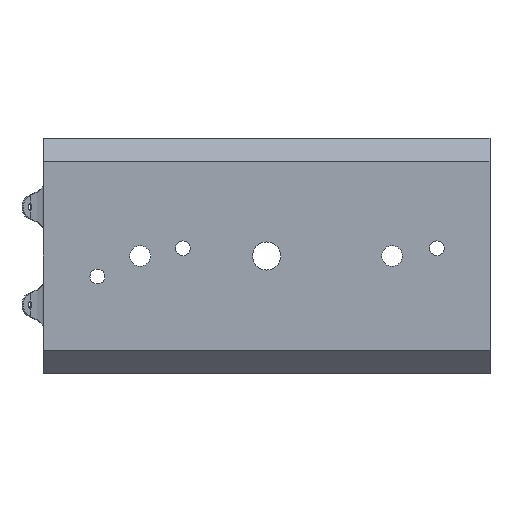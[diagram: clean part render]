
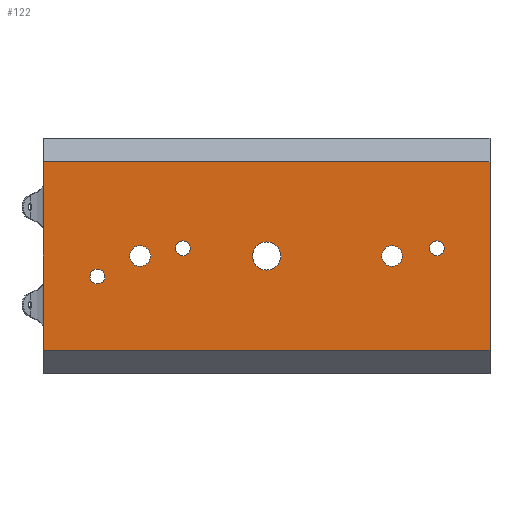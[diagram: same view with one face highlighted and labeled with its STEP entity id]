
A CAD part, front view. The second image highlights one B-rep face of the part: STEP entity #122.
In plain terms, the highlighted planar face has unit normal (0, -1, 0).
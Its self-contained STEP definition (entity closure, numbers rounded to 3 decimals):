
#122 = ADVANCED_FACE ( 'NONE', ( #9743, #12411, #970, #5709, #5574, #1110, #7875 ), #152, .F. ) ;
#152 = PLANE ( 'NONE',  #1474 ) ;
#169 = ORIENTED_EDGE ( 'NONE', *, *, #8911, .F. ) ;
#345 = CIRCLE ( 'NONE', #14110, 1.35 ) ;
#351 = CARTESIAN_POINT ( 'NONE',  ( -29., 0., 19.875 ) ) ;
#355 = CARTESIAN_POINT ( 'NONE',  ( -21.95, 0., 5.915 ) ) ;
#373 = CARTESIAN_POINT ( 'NONE',  ( 29., 0., -4.625 ) ) ;
#435 = DIRECTION ( 'NONE',  ( 0., 0., -1. ) ) ;
#455 = CARTESIAN_POINT ( 'NONE',  ( 22.1, 0., 8.625 ) ) ;
#459 = ORIENTED_EDGE ( 'NONE', *, *, #10394, .T. ) ;
#486 = AXIS2_PLACEMENT_3D ( 'NONE', #455, #7433, #11973 ) ;
#756 = CARTESIAN_POINT ( 'NONE',  ( -10.85, 0., 8.625 ) ) ;
#871 = DIRECTION ( 'NONE',  ( 0., 0., 1. ) ) ;
#970 = FACE_BOUND ( 'NONE', #12075, .T. ) ;
#1049 = CARTESIAN_POINT ( 'NONE',  ( 0., 0., 5.8 ) ) ;
#1078 = CARTESIAN_POINT ( 'NONE',  ( 16.3, 0., 7.625 ) ) ;
#1094 = ORIENTED_EDGE ( 'NONE', *, *, #5128, .T. ) ;
#1110 = FACE_BOUND ( 'NONE', #5367, .T. ) ;
#1167 = ORIENTED_EDGE ( 'NONE', *, *, #4488, .T. ) ;
#1222 = ORIENTED_EDGE ( 'NONE', *, *, #9982, .T. ) ;
#1228 = CIRCLE ( 'NONE', #14522, 0.96 ) ;
#1250 = LINE ( 'NONE', #12616, #13424 ) ;
#1315 = CARTESIAN_POINT ( 'NONE',  ( -29., 0., -4.625 ) ) ;
#1356 = CARTESIAN_POINT ( 'NONE',  ( 22.1, 0., 8.625 ) ) ;
#1428 = CARTESIAN_POINT ( 'NONE',  ( -16.4, 0., 8.975 ) ) ;
#1474 = AXIS2_PLACEMENT_3D ( 'NONE', #4392, #8024, #10169 ) ;
#1642 = EDGE_CURVE ( 'NONE', #3292, #3962, #3835, .T. ) ;
#1730 = CIRCLE ( 'NONE', #10025, 0.96 ) ;
#1817 = CARTESIAN_POINT ( 'NONE',  ( 22.1, 0., 9.585 ) ) ;
#2191 = DIRECTION ( 'NONE',  ( 0., 1., 0. ) ) ;
#2352 = CARTESIAN_POINT ( 'NONE',  ( 22.1, 0., 7.665 ) ) ;
#2477 = DIRECTION ( 'NONE',  ( 0., 1., 0. ) ) ;
#2497 = ORIENTED_EDGE ( 'NONE', *, *, #5473, .T. ) ;
#2502 = EDGE_LOOP ( 'NONE', ( #1094, #3323 ) ) ;
#2549 = VERTEX_POINT ( 'NONE', #2352 ) ;
#2558 = CARTESIAN_POINT ( 'NONE',  ( 16.3, 0., 7.625 ) ) ;
#2622 = DIRECTION ( 'NONE',  ( 0., 1., 0. ) ) ;
#2809 = ORIENTED_EDGE ( 'NONE', *, *, #6331, .T. ) ;
#2872 = DIRECTION ( 'NONE',  ( 0., 0., 1. ) ) ;
#3140 = VERTEX_POINT ( 'NONE', #355 ) ;
#3280 = CARTESIAN_POINT ( 'NONE',  ( 16.3, 0., 8.975 ) ) ;
#3292 = VERTEX_POINT ( 'NONE', #11926 ) ;
#3323 = ORIENTED_EDGE ( 'NONE', *, *, #12117, .T. ) ;
#3835 = CIRCLE ( 'NONE', #11168, 1.825 ) ;
#3903 = EDGE_LOOP ( 'NONE', ( #7194, #2497 ) ) ;
#3962 = VERTEX_POINT ( 'NONE', #1049 ) ;
#4037 = DIRECTION ( 'NONE',  ( 0., 0., 1. ) ) ;
#4392 = CARTESIAN_POINT ( 'NONE',  ( 0., 0., 0. ) ) ;
#4488 = EDGE_CURVE ( 'NONE', #10257, #4745, #1250, .T. ) ;
#4745 = VERTEX_POINT ( 'NONE', #373 ) ;
#5128 = EDGE_CURVE ( 'NONE', #14223, #6079, #12136, .T. ) ;
#5367 = EDGE_LOOP ( 'NONE', ( #11797, #14024 ) ) ;
#5390 = VERTEX_POINT ( 'NONE', #3280 ) ;
#5473 = EDGE_CURVE ( 'NONE', #3962, #3292, #6680, .T. ) ;
#5531 = CARTESIAN_POINT ( 'NONE',  ( -29., 0., 19.875 ) ) ;
#5574 = FACE_BOUND ( 'NONE', #2502, .T. ) ;
#5631 = ORIENTED_EDGE ( 'NONE', *, *, #11153, .T. ) ;
#5709 = FACE_BOUND ( 'NONE', #10532, .T. ) ;
#5740 = VERTEX_POINT ( 'NONE', #5531 ) ;
#5759 = CIRCLE ( 'NONE', #11210, 1.35 ) ;
#5785 = AXIS2_PLACEMENT_3D ( 'NONE', #8346, #12874, #9529 ) ;
#5829 = DIRECTION ( 'NONE',  ( 0., 1., 0. ) ) ;
#5832 = DIRECTION ( 'NONE',  ( -1., 0., 0. ) ) ;
#5948 = EDGE_CURVE ( 'NONE', #3140, #14187, #12622, .T. ) ;
#5949 = CARTESIAN_POINT ( 'NONE',  ( -29., 0., 0. ) ) ;
#5950 = VERTEX_POINT ( 'NONE', #12885 ) ;
#5958 = VECTOR ( 'NONE', #5832, 1000. ) ;
#5964 = AXIS2_PLACEMENT_3D ( 'NONE', #756, #7238, #9532 ) ;
#6079 = VERTEX_POINT ( 'NONE', #13390 ) ;
#6173 = CARTESIAN_POINT ( 'NONE',  ( -10.85, 0., 8.625 ) ) ;
#6220 = AXIS2_PLACEMENT_3D ( 'NONE', #14221, #7310, #4037 ) ;
#6298 = EDGE_CURVE ( 'NONE', #2549, #11618, #1730, .T. ) ;
#6331 = EDGE_CURVE ( 'NONE', #5740, #10257, #11453, .T. ) ;
#6680 = CIRCLE ( 'NONE', #13094, 1.825 ) ;
#6693 = VECTOR ( 'NONE', #10341, 1000. ) ;
#6754 = DIRECTION ( 'NONE',  ( 1., 0., 0. ) ) ;
#6959 = CARTESIAN_POINT ( 'NONE',  ( -16.4, 0., 7.625 ) ) ;
#7194 = ORIENTED_EDGE ( 'NONE', *, *, #1642, .T. ) ;
#7238 = DIRECTION ( 'NONE',  ( 0., 1., 0. ) ) ;
#7251 = EDGE_CURVE ( 'NONE', #9163, #12012, #9096, .T. ) ;
#7310 = DIRECTION ( 'NONE',  ( 0., 1., 0. ) ) ;
#7433 = DIRECTION ( 'NONE',  ( 0., 1., 0. ) ) ;
#7677 = DIRECTION ( 'NONE',  ( 0., 0., 1. ) ) ;
#7825 = CARTESIAN_POINT ( 'NONE',  ( -21.95, 0., 3.995 ) ) ;
#7875 = FACE_OUTER_BOUND ( 'NONE', #13011, .T. ) ;
#8024 = DIRECTION ( 'NONE',  ( 0., 1., 0. ) ) ;
#8123 = DIRECTION ( 'NONE',  ( 0., 0., 1. ) ) ;
#8288 = DIRECTION ( 'NONE',  ( 0., 0., 1. ) ) ;
#8301 = VERTEX_POINT ( 'NONE', #11129 ) ;
#8346 = CARTESIAN_POINT ( 'NONE',  ( -21.95, 0., 4.955 ) ) ;
#8356 = ORIENTED_EDGE ( 'NONE', *, *, #6298, .T. ) ;
#8676 = LINE ( 'NONE', #10609, #11170 ) ;
#8911 = EDGE_CURVE ( 'NONE', #8301, #4745, #8676, .T. ) ;
#9069 = DIRECTION ( 'NONE',  ( 0., 0., 1. ) ) ;
#9096 = CIRCLE ( 'NONE', #13604, 1.35 ) ;
#9111 = AXIS2_PLACEMENT_3D ( 'NONE', #1078, #2191, #871 ) ;
#9161 = DIRECTION ( 'NONE',  ( 0., 0., 1. ) ) ;
#9163 = VERTEX_POINT ( 'NONE', #10440 ) ;
#9178 = EDGE_CURVE ( 'NONE', #8301, #5740, #13873, .T. ) ;
#9228 = CARTESIAN_POINT ( 'NONE',  ( 0., 0., 7.625 ) ) ;
#9456 = DIRECTION ( 'NONE',  ( 0., 0., 1. ) ) ;
#9529 = DIRECTION ( 'NONE',  ( 0., 0., 1. ) ) ;
#9532 = DIRECTION ( 'NONE',  ( 0., 0., 1. ) ) ;
#9743 = FACE_BOUND ( 'NONE', #3903, .T. ) ;
#9977 = CARTESIAN_POINT ( 'NONE',  ( -10.85, 0., 9.585 ) ) ;
#9982 = EDGE_CURVE ( 'NONE', #11618, #2549, #13060, .T. ) ;
#10025 = AXIS2_PLACEMENT_3D ( 'NONE', #1356, #2477, #9161 ) ;
#10061 = CIRCLE ( 'NONE', #9111, 1.35 ) ;
#10066 = ORIENTED_EDGE ( 'NONE', *, *, #9178, .T. ) ;
#10169 = DIRECTION ( 'NONE',  ( 0., 0., 1. ) ) ;
#10186 = DIRECTION ( 'NONE',  ( 0., 1., 0. ) ) ;
#10257 = VERTEX_POINT ( 'NONE', #1315 ) ;
#10341 = DIRECTION ( 'NONE',  ( 0., 0., -1. ) ) ;
#10364 = ORIENTED_EDGE ( 'NONE', *, *, #14430, .T. ) ;
#10394 = EDGE_CURVE ( 'NONE', #12012, #9163, #5759, .T. ) ;
#10440 = CARTESIAN_POINT ( 'NONE',  ( -16.4, 0., 6.275 ) ) ;
#10532 = EDGE_LOOP ( 'NONE', ( #1222, #8356 ) ) ;
#10609 = CARTESIAN_POINT ( 'NONE',  ( 29., 0., 19.875 ) ) ;
#11129 = CARTESIAN_POINT ( 'NONE',  ( 29., 0., 19.875 ) ) ;
#11153 = EDGE_CURVE ( 'NONE', #5950, #5390, #10061, .T. ) ;
#11168 = AXIS2_PLACEMENT_3D ( 'NONE', #14585, #13456, #7677 ) ;
#11170 = VECTOR ( 'NONE', #435, 1000. ) ;
#11210 = AXIS2_PLACEMENT_3D ( 'NONE', #6959, #11490, #2872 ) ;
#11453 = LINE ( 'NONE', #5949, #6693 ) ;
#11490 = DIRECTION ( 'NONE',  ( 0., 1., 0. ) ) ;
#11618 = VERTEX_POINT ( 'NONE', #1817 ) ;
#11797 = ORIENTED_EDGE ( 'NONE', *, *, #5948, .T. ) ;
#11926 = CARTESIAN_POINT ( 'NONE',  ( 0., 0., 9.45 ) ) ;
#11973 = DIRECTION ( 'NONE',  ( 0., 0., 1. ) ) ;
#12012 = VERTEX_POINT ( 'NONE', #1428 ) ;
#12075 = EDGE_LOOP ( 'NONE', ( #10364, #5631 ) ) ;
#12117 = EDGE_CURVE ( 'NONE', #6079, #14223, #1228, .T. ) ;
#12136 = CIRCLE ( 'NONE', #5964, 0.96 ) ;
#12201 = CIRCLE ( 'NONE', #5785, 0.96 ) ;
#12411 = FACE_BOUND ( 'NONE', #14083, .T. ) ;
#12517 = CARTESIAN_POINT ( 'NONE',  ( -16.4, 0., 7.625 ) ) ;
#12558 = DIRECTION ( 'NONE',  ( 0., 1., 0. ) ) ;
#12616 = CARTESIAN_POINT ( 'NONE',  ( 29., 0., -4.625 ) ) ;
#12622 = CIRCLE ( 'NONE', #6220, 0.96 ) ;
#12874 = DIRECTION ( 'NONE',  ( 0., 1., 0. ) ) ;
#12885 = CARTESIAN_POINT ( 'NONE',  ( 16.3, 0., 6.275 ) ) ;
#12929 = ORIENTED_EDGE ( 'NONE', *, *, #7251, .T. ) ;
#13011 = EDGE_LOOP ( 'NONE', ( #1167, #169, #10066, #2809 ) ) ;
#13060 = CIRCLE ( 'NONE', #486, 0.96 ) ;
#13094 = AXIS2_PLACEMENT_3D ( 'NONE', #9228, #12558, #9069 ) ;
#13390 = CARTESIAN_POINT ( 'NONE',  ( -10.85, 0., 7.665 ) ) ;
#13424 = VECTOR ( 'NONE', #6754, 1000. ) ;
#13456 = DIRECTION ( 'NONE',  ( 0., 1., 0. ) ) ;
#13604 = AXIS2_PLACEMENT_3D ( 'NONE', #12517, #5829, #8288 ) ;
#13873 = LINE ( 'NONE', #351, #5958 ) ;
#14024 = ORIENTED_EDGE ( 'NONE', *, *, #14664, .T. ) ;
#14083 = EDGE_LOOP ( 'NONE', ( #459, #12929 ) ) ;
#14110 = AXIS2_PLACEMENT_3D ( 'NONE', #2558, #10186, #8123 ) ;
#14187 = VERTEX_POINT ( 'NONE', #7825 ) ;
#14221 = CARTESIAN_POINT ( 'NONE',  ( -21.95, 0., 4.955 ) ) ;
#14223 = VERTEX_POINT ( 'NONE', #9977 ) ;
#14430 = EDGE_CURVE ( 'NONE', #5390, #5950, #345, .T. ) ;
#14522 = AXIS2_PLACEMENT_3D ( 'NONE', #6173, #2622, #9456 ) ;
#14585 = CARTESIAN_POINT ( 'NONE',  ( 0., 0., 7.625 ) ) ;
#14664 = EDGE_CURVE ( 'NONE', #14187, #3140, #12201, .T. ) ;
